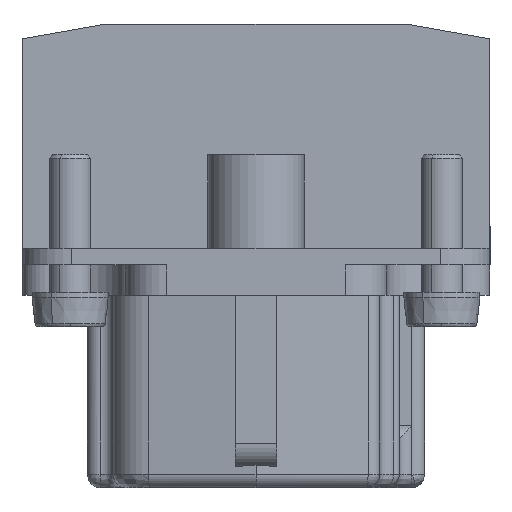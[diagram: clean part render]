
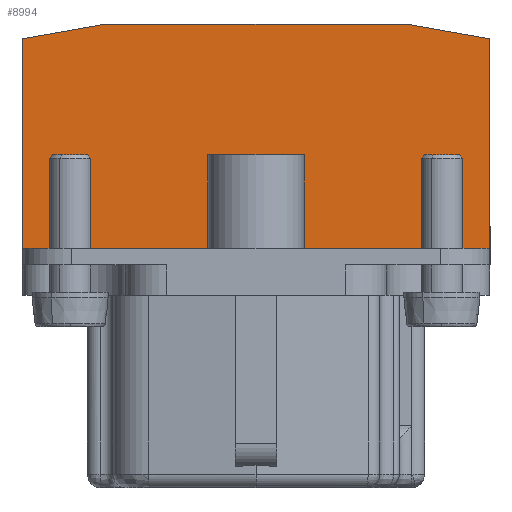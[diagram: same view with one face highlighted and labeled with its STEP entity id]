
A CAD part, left-side view. The second image highlights one B-rep face of the part: STEP entity #8994.
In plain terms, the highlighted planar face has unit normal (-1, 0, 0).
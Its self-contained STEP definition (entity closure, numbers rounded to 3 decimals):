
#6961=FACE_OUTER_BOUND('',#13410,.T.);
#8994=ADVANCED_FACE('',(#6961),#10881,.T.);
#10881=PLANE('',#41014);
#13410=EDGE_LOOP('',(#22374,#22375,#22376,#22377,#22378,#22379,#22380,#22381,
#22382,#22383));
#15734=LINE('',#53193,#18845);
#15738=LINE('',#53213,#18849);
#15756=LINE('',#53263,#18867);
#15757=LINE('',#53265,#18868);
#15758=LINE('',#53267,#18869);
#15759=LINE('',#53269,#18870);
#15760=LINE('',#53270,#18871);
#15761=LINE('',#53272,#18872);
#15762=LINE('',#53274,#18873);
#15763=LINE('',#53276,#18874);
#18845=VECTOR('',#43649,1.);
#18849=VECTOR('',#43667,1.);
#18867=VECTOR('',#43705,1.);
#18868=VECTOR('',#43706,1.);
#18869=VECTOR('',#43707,1.);
#18870=VECTOR('',#43708,1.);
#18871=VECTOR('',#43709,1.);
#18872=VECTOR('',#43710,1.);
#18873=VECTOR('',#43711,1.);
#18874=VECTOR('',#43712,1.);
#22374=ORIENTED_EDGE('',*,*,#35284,.F.);
#22375=ORIENTED_EDGE('',*,*,#35261,.T.);
#22376=ORIENTED_EDGE('',*,*,#35285,.T.);
#22377=ORIENTED_EDGE('',*,*,#35286,.T.);
#22378=ORIENTED_EDGE('',*,*,#35287,.T.);
#22379=ORIENTED_EDGE('',*,*,#35252,.T.);
#22380=ORIENTED_EDGE('',*,*,#35288,.F.);
#22381=ORIENTED_EDGE('',*,*,#35289,.F.);
#22382=ORIENTED_EDGE('',*,*,#35290,.F.);
#22383=ORIENTED_EDGE('',*,*,#35291,.F.);
#32012=VERTEX_POINT('',#53192);
#32013=VERTEX_POINT('',#53194);
#32019=VERTEX_POINT('',#53208);
#32021=VERTEX_POINT('',#53212);
#32044=VERTEX_POINT('',#53264);
#32045=VERTEX_POINT('',#53266);
#32046=VERTEX_POINT('',#53268);
#32047=VERTEX_POINT('',#53271);
#32048=VERTEX_POINT('',#53273);
#32049=VERTEX_POINT('',#53275);
#35252=EDGE_CURVE('',#32013,#32012,#15734,.T.);
#35261=EDGE_CURVE('',#32019,#32021,#15738,.T.);
#35284=EDGE_CURVE('',#32019,#32044,#15756,.T.);
#35285=EDGE_CURVE('',#32021,#32045,#15757,.T.);
#35286=EDGE_CURVE('',#32045,#32046,#15758,.T.);
#35287=EDGE_CURVE('',#32046,#32013,#15759,.T.);
#35288=EDGE_CURVE('',#32047,#32012,#15760,.T.);
#35289=EDGE_CURVE('',#32048,#32047,#15761,.T.);
#35290=EDGE_CURVE('',#32049,#32048,#15762,.T.);
#35291=EDGE_CURVE('',#32044,#32049,#15763,.T.);
#41014=AXIS2_PLACEMENT_3D('',#53277,#43713,#43714);
#43649=DIRECTION('',(0.,0.,-1.));
#43667=DIRECTION('',(0.,0.,1.));
#43705=DIRECTION('',(0.,1.,0.));
#43706=DIRECTION('',(0.,0.985,0.174));
#43707=DIRECTION('',(0.,1.,0.));
#43708=DIRECTION('',(0.,0.985,-0.174));
#43709=DIRECTION('',(0.,1.,0.));
#43710=DIRECTION('',(0.,0.,-1.));
#43711=DIRECTION('',(0.,1.,0.));
#43712=DIRECTION('',(0.,0.,1.));
#43713=DIRECTION('',(-1.,0.,0.));
#43714=DIRECTION('',(0.,1.,0.));
#53192=CARTESIAN_POINT('',(9.,33.984,17.4));
#53193=CARTESIAN_POINT('',(9.,33.984,14.));
#53194=CARTESIAN_POINT('',(9.,33.984,32.627));
#53208=CARTESIAN_POINT('',(9.,0.016,17.4));
#53212=CARTESIAN_POINT('',(9.,0.016,32.627));
#53213=CARTESIAN_POINT('',(9.,0.016,14.));
#53263=CARTESIAN_POINT('',(9.,34.3,17.4));
#53264=CARTESIAN_POINT('',(9.,13.5,17.4));
#53265=CARTESIAN_POINT('',(9.,6.1,33.7));
#53266=CARTESIAN_POINT('',(9.,6.1,33.7));
#53267=CARTESIAN_POINT('',(9.,34.3,33.7));
#53268=CARTESIAN_POINT('',(9.,27.9,33.7));
#53269=CARTESIAN_POINT('',(9.,33.701,32.677));
#53270=CARTESIAN_POINT('',(9.,34.3,17.4));
#53271=CARTESIAN_POINT('',(9.,20.5,17.4));
#53272=CARTESIAN_POINT('',(9.,20.5,15.9));
#53273=CARTESIAN_POINT('',(9.,20.5,24.2));
#53274=CARTESIAN_POINT('',(9.,34.3,24.2));
#53275=CARTESIAN_POINT('',(9.,13.5,24.2));
#53276=CARTESIAN_POINT('',(9.,13.5,15.9));
#53277=CARTESIAN_POINT('',(9.,34.3,15.9));
